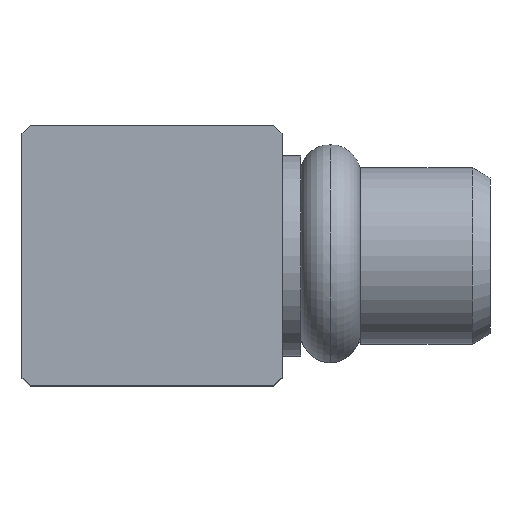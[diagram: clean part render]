
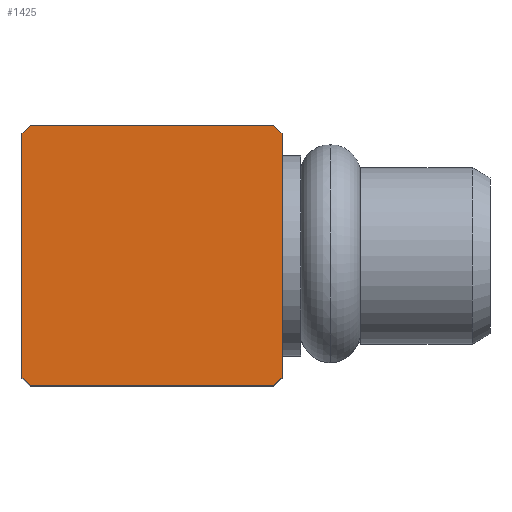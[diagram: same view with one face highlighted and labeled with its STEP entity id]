
A CAD part, top view. The second image highlights one B-rep face of the part: STEP entity #1425.
In plain terms, the highlighted planar face has unit normal (0, 0, 1).
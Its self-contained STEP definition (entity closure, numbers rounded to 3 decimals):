
#64=LINE('',#1943,#164);
#69=LINE('',#1952,#169);
#75=LINE('',#1963,#175);
#82=LINE('',#1976,#182);
#87=LINE('',#1985,#187);
#88=LINE('',#1986,#188);
#89=LINE('',#1987,#189);
#90=LINE('',#1988,#190);
#164=VECTOR('',#1631,1000.);
#169=VECTOR('',#1638,1000.);
#175=VECTOR('',#1646,1000.);
#182=VECTOR('',#1655,1000.);
#187=VECTOR('',#1662,1000.);
#188=VECTOR('',#1663,1000.);
#189=VECTOR('',#1664,1000.);
#190=VECTOR('',#1665,1000.);
#243=PLANE('',#1500);
#342=ORIENTED_EDGE('',*,*,#595,.F.);
#343=ORIENTED_EDGE('',*,*,#600,.T.);
#344=ORIENTED_EDGE('',*,*,#582,.F.);
#345=ORIENTED_EDGE('',*,*,#601,.T.);
#346=ORIENTED_EDGE('',*,*,#588,.T.);
#347=ORIENTED_EDGE('',*,*,#602,.T.);
#348=ORIENTED_EDGE('',*,*,#577,.T.);
#349=ORIENTED_EDGE('',*,*,#603,.T.);
#577=EDGE_CURVE('',#710,#709,#64,.T.);
#582=EDGE_CURVE('',#713,#714,#69,.T.);
#588=EDGE_CURVE('',#717,#718,#75,.T.);
#595=EDGE_CURVE('',#721,#722,#82,.T.);
#600=EDGE_CURVE('',#721,#714,#87,.F.);
#601=EDGE_CURVE('',#713,#717,#88,.T.);
#602=EDGE_CURVE('',#718,#710,#89,.T.);
#603=EDGE_CURVE('',#709,#722,#90,.F.);
#709=VERTEX_POINT('',#1942);
#710=VERTEX_POINT('',#1944);
#713=VERTEX_POINT('',#1953);
#714=VERTEX_POINT('',#1954);
#717=VERTEX_POINT('',#1964);
#718=VERTEX_POINT('',#1965);
#721=VERTEX_POINT('',#1975);
#722=VERTEX_POINT('',#1977);
#815=EDGE_LOOP('',(#342,#343,#344,#345,#346,#347,#348,#349));
#905=FACE_BOUND('',#815,.T.);
#1425=ADVANCED_FACE('',(#905),#243,.T.);
#1500=AXIS2_PLACEMENT_3D('',#1984,#1660,#1661);
#1631=DIRECTION('',(0.,1.,0.));
#1638=DIRECTION('',(0.,1.,0.));
#1646=DIRECTION('',(1.,0.,0.));
#1655=DIRECTION('',(1.,0.,0.));
#1660=DIRECTION('',(0.,0.,1.));
#1661=DIRECTION('',(1.,0.,0.));
#1662=DIRECTION('',(0.707,0.707,0.));
#1663=DIRECTION('',(0.707,-0.707,0.));
#1664=DIRECTION('',(0.707,0.707,0.));
#1665=DIRECTION('',(0.707,-0.707,0.));
#1942=CARTESIAN_POINT('',(1.75,1.64,2.3));
#1943=CARTESIAN_POINT('',(1.75,-1.75,2.3));
#1944=CARTESIAN_POINT('',(1.75,-1.64,2.3));
#1952=CARTESIAN_POINT('',(-1.75,-1.75,2.3));
#1953=CARTESIAN_POINT('',(-1.75,-1.64,2.3));
#1954=CARTESIAN_POINT('',(-1.75,1.64,2.3));
#1963=CARTESIAN_POINT('',(-1.75,-1.75,2.3));
#1964=CARTESIAN_POINT('',(-1.64,-1.75,2.3));
#1965=CARTESIAN_POINT('',(1.64,-1.75,2.3));
#1975=CARTESIAN_POINT('',(-1.64,1.75,2.3));
#1976=CARTESIAN_POINT('',(-1.75,1.75,2.3));
#1977=CARTESIAN_POINT('',(1.64,1.75,2.3));
#1984=CARTESIAN_POINT('',(-1.75,-1.75,2.3));
#1985=CARTESIAN_POINT('',(-3.445,-0.055,2.3));
#1986=CARTESIAN_POINT('',(-1.695,-1.695,2.3));
#1987=CARTESIAN_POINT('',(-0.055,-3.445,2.3));
#1988=CARTESIAN_POINT('',(1.695,1.695,2.3));
